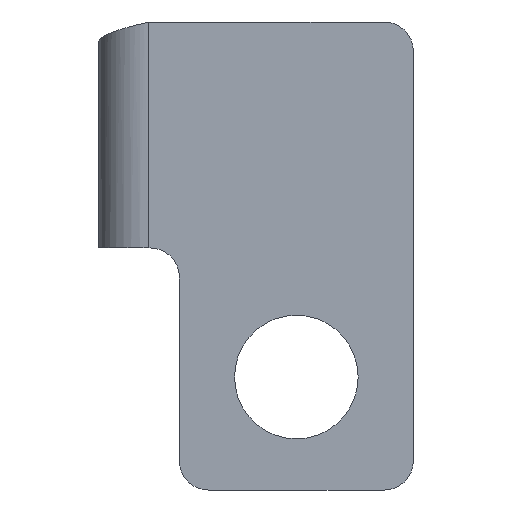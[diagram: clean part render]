
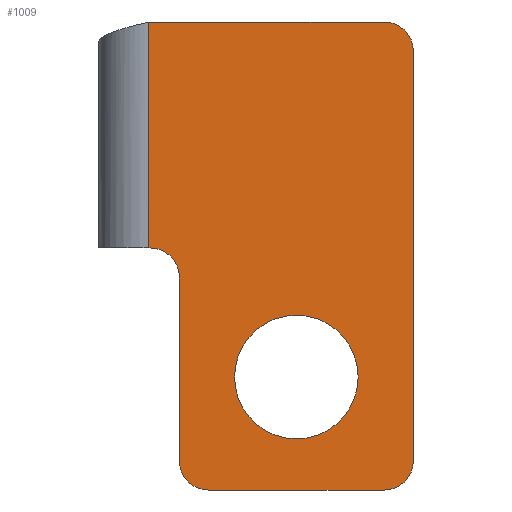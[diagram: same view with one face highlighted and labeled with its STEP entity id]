
A CAD part, left-side view. The second image highlights one B-rep face of the part: STEP entity #1009.
In plain terms, the highlighted planar face has unit normal (-1, 0, 0).
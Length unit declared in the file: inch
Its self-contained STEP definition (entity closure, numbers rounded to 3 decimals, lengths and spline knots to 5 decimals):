
#1 = AXIS2_PLACEMENT_3D ( 'NONE', #680, #1191, #259 ) ;
#9 = ORIENTED_EDGE ( 'NONE', *, *, #161, .T. ) ;
#30 = EDGE_CURVE ( 'NONE', #1136, #122, #187, .T. ) ;
#38 = LINE ( 'NONE', #1138, #382 ) ;
#54 = FACE_BOUND ( 'NONE', #1194, .T. ) ;
#101 = AXIS2_PLACEMENT_3D ( 'NONE', #236, #923, #1058 ) ;
#106 = DIRECTION ( 'NONE',  ( 0., -1., 0. ) ) ;
#110 = CARTESIAN_POINT ( 'NONE',  ( -0.585, -1.4, -0.63991 ) ) ;
#122 = VERTEX_POINT ( 'NONE', #523 ) ;
#125 = CIRCLE ( 'NONE', #452, 0.09 ) ;
#128 = EDGE_CURVE ( 'NONE', #333, #1311, #38, .T. ) ;
#146 = CARTESIAN_POINT ( 'NONE',  ( -0.585, -1.0375, -1.65 ) ) ;
#161 = EDGE_CURVE ( 'NONE', #1311, #779, #998, .T. ) ;
#179 = ORIENTED_EDGE ( 'NONE', *, *, #230, .T. ) ;
#182 = VERTEX_POINT ( 'NONE', #110 ) ;
#187 = LINE ( 'NONE', #809, #553 ) ;
#197 = ORIENTED_EDGE ( 'NONE', *, *, #576, .F. ) ;
#213 = CARTESIAN_POINT ( 'NONE',  ( -0.585, -1.31, -2. ) ) ;
#217 = CARTESIAN_POINT ( 'NONE',  ( -0.585, -0.675, -1.25 ) ) ;
#223 = DIRECTION ( 'NONE',  ( 0., 0., -1. ) ) ;
#224 = VERTEX_POINT ( 'NONE', #213 ) ;
#226 = ORIENTED_EDGE ( 'NONE', *, *, #810, .T. ) ;
#230 = EDGE_CURVE ( 'NONE', #224, #499, #125, .T. ) ;
#231 = VECTOR ( 'NONE', #106, 39.37008 ) ;
#236 = CARTESIAN_POINT ( 'NONE',  ( -0.585, -0.765, -1.91 ) ) ;
#258 = EDGE_CURVE ( 'NONE', #499, #182, #658, .T. ) ;
#259 = DIRECTION ( 'NONE',  ( 0., 0., 1. ) ) ;
#299 = VERTEX_POINT ( 'NONE', #551 ) ;
#300 = CARTESIAN_POINT ( 'NONE',  ( -0.585, -0.585, -1.34 ) ) ;
#307 = ORIENTED_EDGE ( 'NONE', *, *, #372, .T. ) ;
#319 = DIRECTION ( 'NONE',  ( 0., 0., 1. ) ) ;
#333 = VERTEX_POINT ( 'NONE', #1306 ) ;
#342 = CARTESIAN_POINT ( 'NONE',  ( -0.585, -1.31, -0.63991 ) ) ;
#354 = LINE ( 'NONE', #441, #781 ) ;
#372 = EDGE_CURVE ( 'NONE', #299, #333, #531, .T. ) ;
#379 = EDGE_CURVE ( 'NONE', #299, #1136, #1240, .T. ) ;
#382 = VECTOR ( 'NONE', #639, 39.37008 ) ;
#389 = VERTEX_POINT ( 'NONE', #1032 ) ;
#418 = DIRECTION ( 'NONE',  ( 1., 0., 0. ) ) ;
#424 = EDGE_CURVE ( 'NONE', #389, #585, #1264, .T. ) ;
#435 = CARTESIAN_POINT ( 'NONE',  ( -0.585, -1.0375, -1.8415 ) ) ;
#436 = ORIENTED_EDGE ( 'NONE', *, *, #424, .T. ) ;
#437 = CARTESIAN_POINT ( 'NONE',  ( -0.585, -1.31, -1.91 ) ) ;
#441 = CARTESIAN_POINT ( 'NONE',  ( -0.585, -0.5, -0.54991 ) ) ;
#452 = AXIS2_PLACEMENT_3D ( 'NONE', #437, #625, #1250 ) ;
#458 = CARTESIAN_POINT ( 'NONE',  ( -0.585, -0.675, -1.91 ) ) ;
#479 = FACE_OUTER_BOUND ( 'NONE', #663, .T. ) ;
#482 = DIRECTION ( 'NONE',  ( 0., 0., 1. ) ) ;
#489 = AXIS2_PLACEMENT_3D ( 'NONE', #146, #756, #223 ) ;
#499 = VERTEX_POINT ( 'NONE', #1061 ) ;
#520 = ORIENTED_EDGE ( 'NONE', *, *, #931, .T. ) ;
#523 = CARTESIAN_POINT ( 'NONE',  ( -0.585, -0.579, -0.54991 ) ) ;
#531 = CIRCLE ( 'NONE', #1281, 0.09 ) ;
#539 = ORIENTED_EDGE ( 'NONE', *, *, #379, .F. ) ;
#551 = CARTESIAN_POINT ( 'NONE',  ( -0.585, -0.585, -1.25 ) ) ;
#553 = VECTOR ( 'NONE', #482, 39.37008 ) ;
#572 = CIRCLE ( 'NONE', #1322, 0.09 ) ;
#576 = EDGE_CURVE ( 'NONE', #122, #740, #354, .T. ) ;
#585 = VERTEX_POINT ( 'NONE', #435 ) ;
#591 = ORIENTED_EDGE ( 'NONE', *, *, #30, .F. ) ;
#625 = DIRECTION ( 'NONE',  ( -1., 0., 0. ) ) ;
#639 = DIRECTION ( 'NONE',  ( 0., 0., -1. ) ) ;
#658 = LINE ( 'NONE', #966, #1195 ) ;
#663 = EDGE_LOOP ( 'NONE', ( #1002, #683, #197, #591, #539, #307, #965, #9, #226, #179 ) ) ;
#680 = CARTESIAN_POINT ( 'NONE',  ( -0.585, -0.5, -2. ) ) ;
#683 = ORIENTED_EDGE ( 'NONE', *, *, #889, .T. ) ;
#708 = DIRECTION ( 'NONE',  ( 0., 1., 0. ) ) ;
#740 = VERTEX_POINT ( 'NONE', #1218 ) ;
#756 = DIRECTION ( 'NONE',  ( 1., 0., 0. ) ) ;
#779 = VERTEX_POINT ( 'NONE', #819 ) ;
#781 = VECTOR ( 'NONE', #1254, 39.37008 ) ;
#809 = CARTESIAN_POINT ( 'NONE',  ( -0.585, -0.579, -2. ) ) ;
#810 = EDGE_CURVE ( 'NONE', #779, #224, #1133, .T. ) ;
#815 = DIRECTION ( 'NONE',  ( 1., 0., 0. ) ) ;
#819 = CARTESIAN_POINT ( 'NONE',  ( -0.585, -0.765, -2. ) ) ;
#854 = CIRCLE ( 'NONE', #489, 0.1915 ) ;
#869 = VECTOR ( 'NONE', #708, 39.37008 ) ;
#887 = PLANE ( 'NONE',  #1 ) ;
#889 = EDGE_CURVE ( 'NONE', #182, #740, #572, .T. ) ;
#923 = DIRECTION ( 'NONE',  ( -1., 0., 0. ) ) ;
#927 = DIRECTION ( 'NONE',  ( 0., 0., -1. ) ) ;
#931 = EDGE_CURVE ( 'NONE', #585, #389, #854, .T. ) ;
#932 = DIRECTION ( 'NONE',  ( 0., 0., 1. ) ) ;
#965 = ORIENTED_EDGE ( 'NONE', *, *, #128, .T. ) ;
#966 = CARTESIAN_POINT ( 'NONE',  ( -0.585, -1.4, -2. ) ) ;
#998 = CIRCLE ( 'NONE', #101, 0.09 ) ;
#1002 = ORIENTED_EDGE ( 'NONE', *, *, #258, .T. ) ;
#1009 = ADVANCED_FACE ( 'NONE', ( #54, #479 ), #887, .T. ) ;
#1021 = CARTESIAN_POINT ( 'NONE',  ( -0.585, -0.5, -2. ) ) ;
#1032 = CARTESIAN_POINT ( 'NONE',  ( -0.585, -1.0375, -1.4585 ) ) ;
#1058 = DIRECTION ( 'NONE',  ( 0., 0., 1. ) ) ;
#1061 = CARTESIAN_POINT ( 'NONE',  ( -0.585, -1.4, -1.91 ) ) ;
#1112 = AXIS2_PLACEMENT_3D ( 'NONE', #1116, #815, #927 ) ;
#1116 = CARTESIAN_POINT ( 'NONE',  ( -0.585, -1.0375, -1.65 ) ) ;
#1133 = LINE ( 'NONE', #1021, #231 ) ;
#1136 = VERTEX_POINT ( 'NONE', #1315 ) ;
#1138 = CARTESIAN_POINT ( 'NONE',  ( -0.585, -0.675, -1.25 ) ) ;
#1191 = DIRECTION ( 'NONE',  ( -1., 0., 0. ) ) ;
#1194 = EDGE_LOOP ( 'NONE', ( #520, #436 ) ) ;
#1195 = VECTOR ( 'NONE', #1277, 39.37008 ) ;
#1218 = CARTESIAN_POINT ( 'NONE',  ( -0.585, -1.31, -0.54991 ) ) ;
#1240 = LINE ( 'NONE', #217, #869 ) ;
#1250 = DIRECTION ( 'NONE',  ( 0., 0., 1. ) ) ;
#1254 = DIRECTION ( 'NONE',  ( 0., -1., 0. ) ) ;
#1264 = CIRCLE ( 'NONE', #1112, 0.1915 ) ;
#1271 = DIRECTION ( 'NONE',  ( -1., 0., 0. ) ) ;
#1277 = DIRECTION ( 'NONE',  ( 0., 0., 1. ) ) ;
#1281 = AXIS2_PLACEMENT_3D ( 'NONE', #300, #418, #319 ) ;
#1306 = CARTESIAN_POINT ( 'NONE',  ( -0.585, -0.675, -1.34 ) ) ;
#1311 = VERTEX_POINT ( 'NONE', #458 ) ;
#1315 = CARTESIAN_POINT ( 'NONE',  ( -0.585, -0.579, -1.25 ) ) ;
#1322 = AXIS2_PLACEMENT_3D ( 'NONE', #342, #1271, #932 ) ;
